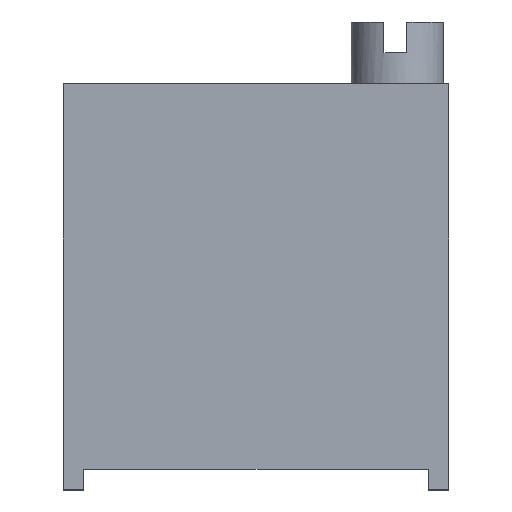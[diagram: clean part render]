
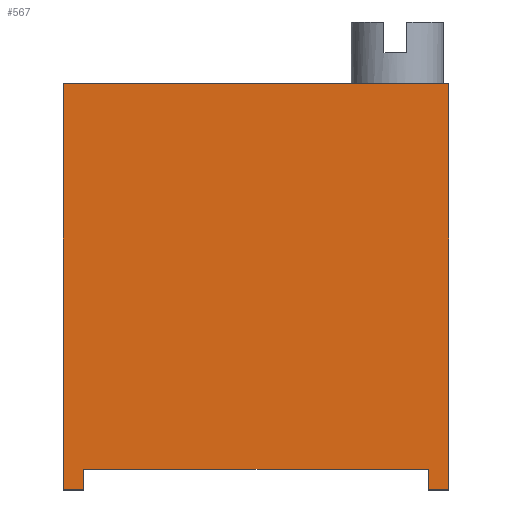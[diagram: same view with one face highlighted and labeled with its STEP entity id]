
A CAD part, top view. The second image highlights one B-rep face of the part: STEP entity #567.
In plain terms, the highlighted planar face has unit normal (0, 0, 1).
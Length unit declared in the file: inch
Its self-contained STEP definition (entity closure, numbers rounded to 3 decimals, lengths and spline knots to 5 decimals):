
#37=LINE('',#857,#103);
#43=LINE('',#868,#109);
#44=LINE('',#870,#110);
#45=LINE('',#872,#111);
#46=LINE('',#874,#112);
#47=LINE('',#876,#113);
#48=LINE('',#878,#114);
#49=LINE('',#879,#115);
#103=VECTOR('',#692,0.395);
#109=VECTOR('',#700,0.375);
#110=VECTOR('',#701,0.395);
#111=VECTOR('',#702,0.01997);
#112=VECTOR('',#703,0.02);
#113=VECTOR('',#704,0.33505);
#114=VECTOR('',#705,0.02);
#115=VECTOR('',#706,0.01997);
#160=FACE_OUTER_BOUND('',#195,.T.);
#195=EDGE_LOOP('',(#394,#395,#396,#397,#398,#399,#400,#401));
#254=VERTEX_POINT('',#855);
#255=VERTEX_POINT('',#856);
#259=VERTEX_POINT('',#867);
#260=VERTEX_POINT('',#869);
#261=VERTEX_POINT('',#871);
#262=VERTEX_POINT('',#873);
#263=VERTEX_POINT('',#875);
#264=VERTEX_POINT('',#877);
#307=EDGE_CURVE('',#254,#255,#37,.T.);
#313=EDGE_CURVE('',#259,#254,#43,.T.);
#314=EDGE_CURVE('',#260,#259,#44,.T.);
#315=EDGE_CURVE('',#261,#260,#45,.T.);
#316=EDGE_CURVE('',#262,#261,#46,.T.);
#317=EDGE_CURVE('',#262,#263,#47,.T.);
#318=EDGE_CURVE('',#264,#263,#48,.T.);
#319=EDGE_CURVE('',#255,#264,#49,.T.);
#394=ORIENTED_EDGE('',*,*,#307,.F.);
#395=ORIENTED_EDGE('',*,*,#313,.F.);
#396=ORIENTED_EDGE('',*,*,#314,.F.);
#397=ORIENTED_EDGE('',*,*,#315,.F.);
#398=ORIENTED_EDGE('',*,*,#316,.F.);
#399=ORIENTED_EDGE('',*,*,#317,.T.);
#400=ORIENTED_EDGE('',*,*,#318,.F.);
#401=ORIENTED_EDGE('',*,*,#319,.F.);
#526=PLANE('',#619);
#567=ADVANCED_FACE('',(#160),#526,.T.);
#619=AXIS2_PLACEMENT_3D('',#866,#698,#699);
#692=DIRECTION('',(0.,-1.,0.));
#698=DIRECTION('center_axis',(0.,0.,
1.));
#699=DIRECTION('ref_axis',(0.,-1.,0.));
#700=DIRECTION('',(1.,0.,0.));
#701=DIRECTION('',(0.,1.,0.));
#702=DIRECTION('',(-1.,0.,0.));
#703=DIRECTION('',(0.,-1.,0.));
#704=DIRECTION('',(1.,0.,0.));
#705=DIRECTION('',(0.,1.,0.));
#706=DIRECTION('',(-1.,0.,0.));
#855=CARTESIAN_POINT('',(0.1875,0.1875,0.24));
#856=CARTESIAN_POINT('',(0.1875,-0.2075,0.24));
#857=CARTESIAN_POINT('',(0.1875,0.1875,0.24));
#866=CARTESIAN_POINT('Origin',(0.1875,0.1875,0.24));
#867=CARTESIAN_POINT('',(-0.1875,0.1875,0.24));
#868=CARTESIAN_POINT('',(-0.1875,0.1875,0.24));
#869=CARTESIAN_POINT('',(-0.1875,-0.2075,0.24));
#870=CARTESIAN_POINT('',(-0.1875,-0.2075,0.24));
#871=CARTESIAN_POINT('',(-0.16753,-0.2075,0.24));
#872=CARTESIAN_POINT('',(-0.16753,-0.2075,0.24));
#873=CARTESIAN_POINT('',(-0.16753,-0.1875,0.24));
#874=CARTESIAN_POINT('',(-0.16753,-0.1875,0.24));
#875=CARTESIAN_POINT('',(0.16753,-0.1875,0.24));
#876=CARTESIAN_POINT('',(-0.16753,-0.1875,0.24));
#877=CARTESIAN_POINT('',(0.16753,-0.2075,0.24));
#878=CARTESIAN_POINT('',(0.16753,-0.2075,0.24));
#879=CARTESIAN_POINT('',(0.1875,-0.2075,0.24));
